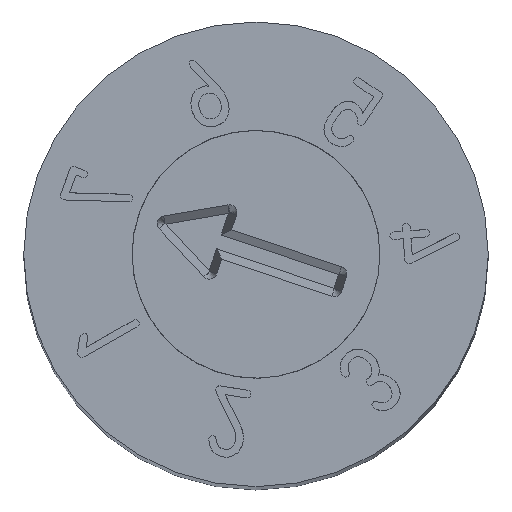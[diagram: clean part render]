
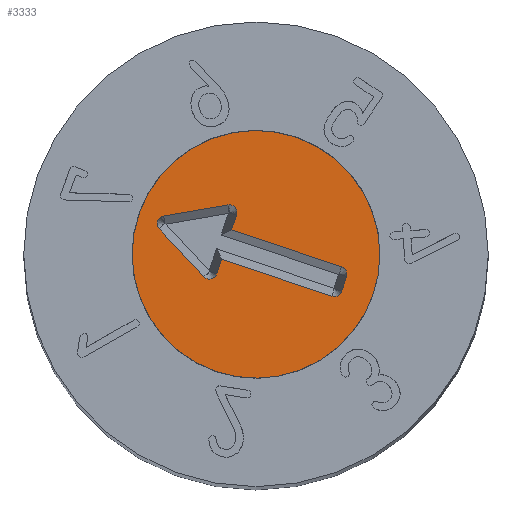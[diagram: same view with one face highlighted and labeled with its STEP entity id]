
A CAD part, top view. The second image highlights one B-rep face of the part: STEP entity #3333.
In plain terms, the highlighted planar face has unit normal (0, 0, 1).
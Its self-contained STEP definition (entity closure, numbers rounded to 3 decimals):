
#72=CIRCLE('',#3493,0.05);
#73=CIRCLE('',#3496,0.05);
#74=CIRCLE('',#3499,0.05);
#75=CIRCLE('',#3503,0.05);
#84=CIRCLE('',#3521,0.8);
#103=FACE_BOUND('',#538,.T.);
#164=PLANE('',#3522);
#343=FACE_OUTER_BOUND('',#537,.T.);
#537=EDGE_LOOP('',(#3028));
#538=EDGE_LOOP('',(#3029,#3030,#3031,#3032,#3033,#3034,#3035,#3036,#3037,
#3038,#3039,#3040));
#771=LINE('',#6227,#1031);
#775=LINE('',#6235,#1035);
#780=LINE('',#6247,#1040);
#785=LINE('',#6259,#1045);
#789=LINE('',#6269,#1049);
#793=LINE('',#6277,#1053);
#796=LINE('',#6284,#1056);
#1031=VECTOR('',#3923,10.);
#1035=VECTOR('',#3929,10.);
#1040=VECTOR('',#3940,10.);
#1045=VECTOR('',#3951,10.);
#1049=VECTOR('',#3961,10.);
#1053=VECTOR('',#3967,10.);
#1056=VECTOR('',#3976,10.);
#1259=B_SPLINE_CURVE_WITH_KNOTS('',3,(#6214,#6215,#6216,#6217,#6218),
 .UNSPECIFIED.,.F.,.F.,(4,1,4),(1.571,2.244,3.142),
 .UNSPECIFIED.);
#1548=VERTEX_POINT('',#6207);
#1550=VERTEX_POINT('',#6213);
#1551=VERTEX_POINT('',#6221);
#1554=VERTEX_POINT('',#6229);
#1557=VERTEX_POINT('',#6237);
#1558=VERTEX_POINT('',#6241);
#1561=VERTEX_POINT('',#6249);
#1562=VERTEX_POINT('',#6253);
#1565=VERTEX_POINT('',#6261);
#1566=VERTEX_POINT('',#6265);
#1568=VERTEX_POINT('',#6271);
#1571=VERTEX_POINT('',#6279);
#1579=VERTEX_POINT('',#6311);
#2020=EDGE_CURVE('',#1550,#1548,#1259,.T.);
#2025=EDGE_CURVE('',#1551,#1550,#771,.T.);
#2029=EDGE_CURVE('',#1554,#1551,#775,.T.);
#2030=EDGE_CURVE('',#1557,#1554,#72,.T.);
#2035=EDGE_CURVE('',#1558,#1557,#780,.T.);
#2036=EDGE_CURVE('',#1561,#1558,#73,.T.);
#2041=EDGE_CURVE('',#1562,#1561,#785,.T.);
#2042=EDGE_CURVE('',#1565,#1562,#74,.T.);
#2046=EDGE_CURVE('',#1566,#1565,#789,.T.);
#2050=EDGE_CURVE('',#1568,#1566,#793,.T.);
#2051=EDGE_CURVE('',#1571,#1568,#75,.T.);
#2054=EDGE_CURVE('',#1548,#1571,#796,.T.);
#2066=EDGE_CURVE('',#1579,#1579,#84,.T.);
#3028=ORIENTED_EDGE('',*,*,#2066,.F.);
#3029=ORIENTED_EDGE('',*,*,#2020,.T.);
#3030=ORIENTED_EDGE('',*,*,#2054,.T.);
#3031=ORIENTED_EDGE('',*,*,#2051,.T.);
#3032=ORIENTED_EDGE('',*,*,#2050,.T.);
#3033=ORIENTED_EDGE('',*,*,#2046,.T.);
#3034=ORIENTED_EDGE('',*,*,#2042,.T.);
#3035=ORIENTED_EDGE('',*,*,#2041,.T.);
#3036=ORIENTED_EDGE('',*,*,#2036,.T.);
#3037=ORIENTED_EDGE('',*,*,#2035,.T.);
#3038=ORIENTED_EDGE('',*,*,#2030,.T.);
#3039=ORIENTED_EDGE('',*,*,#2029,.T.);
#3040=ORIENTED_EDGE('',*,*,#2025,.T.);
#3333=ADVANCED_FACE('',(#343,#103),#164,.F.);
#3493=AXIS2_PLACEMENT_3D('',#6238,#3932,#3933);
#3496=AXIS2_PLACEMENT_3D('',#6250,#3943,#3944);
#3499=AXIS2_PLACEMENT_3D('',#6262,#3954,#3955);
#3503=AXIS2_PLACEMENT_3D('',#6280,#3970,#3971);
#3521=AXIS2_PLACEMENT_3D('',#6312,#4012,#4013);
#3522=AXIS2_PLACEMENT_3D('',#6314,#4015,#4016);
#3923=DIRECTION('',(0.,1.,0.));
#3929=DIRECTION('',(1.,0.,0.));
#3932=DIRECTION('center_axis',(0.,0.,-1.));
#3933=DIRECTION('ref_axis',(0.,-1.,0.));
#3940=DIRECTION('',(-0.476,0.88,0.));
#3943=DIRECTION('center_axis',(0.,0.,-1.));
#3944=DIRECTION('ref_axis',(0.88,0.476,0.));
#3951=DIRECTION('',(-0.476,-0.88,0.));
#3954=DIRECTION('center_axis',(0.,0.,-1.));
#3955=DIRECTION('ref_axis',(-0.88,0.476,0.));
#3961=DIRECTION('',(1.,0.,0.));
#3967=DIRECTION('',(0.,-1.,0.));
#3970=DIRECTION('center_axis',(0.,0.,-1.));
#3971=DIRECTION('ref_axis',(-1.,0.,0.));
#3976=DIRECTION('',(1.,0.,0.));
#4012=DIRECTION('center_axis',(0.,0.,-1.));
#4013=DIRECTION('ref_axis',(-1.,0.,0.));
#4015=DIRECTION('center_axis',(0.,0.,-1.));
#4016=DIRECTION('ref_axis',(-1.,0.,0.));
#6207=CARTESIAN_POINT('',(-0.05,0.6,2.));
#6213=CARTESIAN_POINT('',(-0.1,0.55,2.));
#6214=CARTESIAN_POINT('Ctrl Pts',(-0.1,0.55,2.));
#6215=CARTESIAN_POINT('Ctrl Pts',(-0.1,0.561,2.));
#6216=CARTESIAN_POINT('Ctrl Pts',(-0.091,0.587,
2.));
#6217=CARTESIAN_POINT('Ctrl Pts',(-0.065,0.6,2.));
#6218=CARTESIAN_POINT('Ctrl Pts',(-0.05,0.6,2.));
#6221=CARTESIAN_POINT('',(-0.1,-0.2,2.));
#6227=CARTESIAN_POINT('',(-0.1,0.275,2.));
#6229=CARTESIAN_POINT('',(-0.2,-0.2,2.));
#6235=CARTESIAN_POINT('',(-0.05,-0.2,2.));
#6237=CARTESIAN_POINT('',(-0.244,-0.274,2.));
#6238=CARTESIAN_POINT('Origin',(-0.2,-0.25,2.));
#6241=CARTESIAN_POINT('',(-0.044,-0.644,2.));
#6247=CARTESIAN_POINT('',(-0.274,-0.219,2.));
#6249=CARTESIAN_POINT('',(0.044,-0.644,2.));
#6250=CARTESIAN_POINT('Origin',(0.,-0.62,
2.));
#6253=CARTESIAN_POINT('',(0.244,-0.274,2.));
#6259=CARTESIAN_POINT('',(0.174,-0.404,2.));
#6261=CARTESIAN_POINT('',(0.2,-0.2,2.));
#6262=CARTESIAN_POINT('Origin',(0.2,-0.25,2.));
#6265=CARTESIAN_POINT('',(0.1,-0.2,2.));
#6269=CARTESIAN_POINT('',(0.1,-0.2,2.));
#6271=CARTESIAN_POINT('',(0.1,0.55,2.));
#6277=CARTESIAN_POINT('',(0.1,-0.1,2.));
#6279=CARTESIAN_POINT('',(0.05,0.6,2.));
#6280=CARTESIAN_POINT('Origin',(0.05,0.55,2.));
#6284=CARTESIAN_POINT('',(0.,0.6,2.));
#6311=CARTESIAN_POINT('',(0.8,0.,2.));
#6312=CARTESIAN_POINT('Origin',(0.,0.,2.));
#6314=CARTESIAN_POINT('Origin',(0.,0.,2.));
